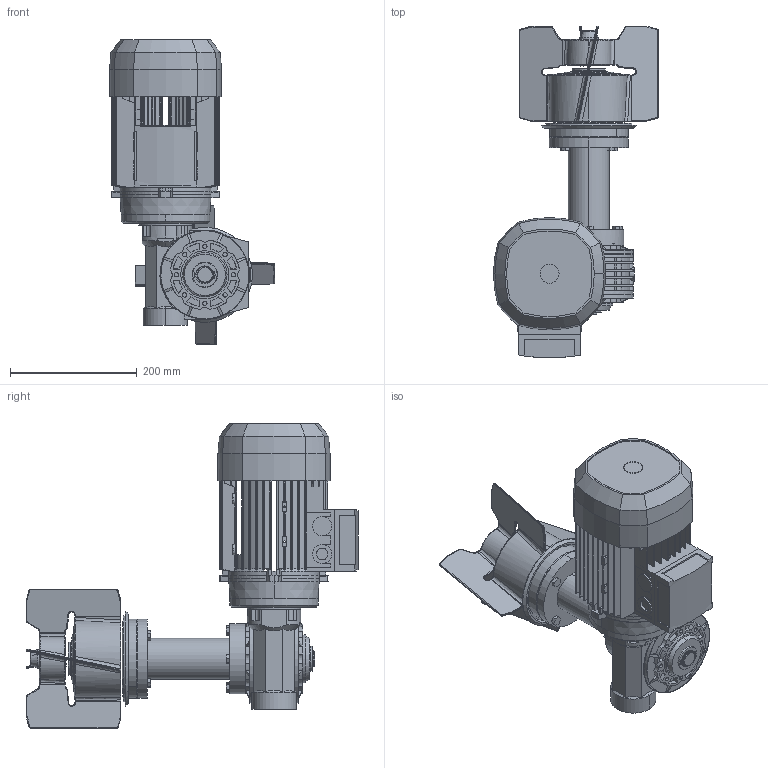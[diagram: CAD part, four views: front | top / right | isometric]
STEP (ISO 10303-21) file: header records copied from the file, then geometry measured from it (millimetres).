
FILE_DESCRIPTION (( 'STEP AP203' ), '1' );
FILE_NAME ('Complete mixer GMP10000 E2, standard (IEC).STEP', '2007-05-28T15:21:09', ( ' ' ), ( ' ' ), 'SwSTEP 2.0', 'SolidWorks 2005235', '' );
FILE_SCHEMA (( 'CONFIG_CONTROL_DESIGN' ));
Products named in the file (1): Complete mixer GMP10000 E2, standard (IEC)
Bounding box: 260.67 x 524.32 x 481.5 mm (x, y, z)
Surface area: 922787.8 mm2 (no closed solid volume)
Topology: 0 solids, 38 shells, 1285 faces, 4184 edges, 2904 vertices
Faces by surface type: plane 539, cylinder 408, cone 196, bspline 80, torus 62
Entity records: 56886 total; most frequent: CARTESIAN_POINT 22123, ORIENTED_EDGE 7094, DIRECTION 6839, EDGE_CURVE 4184, VERTEX_POINT 2904, AXIS2_PLACEMENT_3D 2528, VECTOR 1783, LINE 1783
